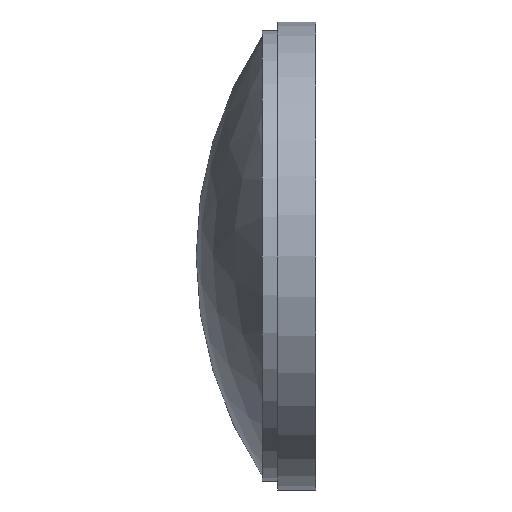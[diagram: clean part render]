
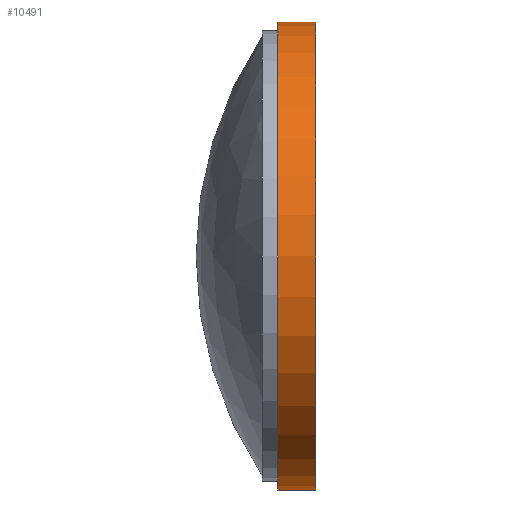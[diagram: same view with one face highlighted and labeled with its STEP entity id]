
A CAD part, front view. The second image highlights one B-rep face of the part: STEP entity #10491.
In plain terms, the highlighted cylindrical face has radius 136.525 mm (diameter 273.05 mm), a full revolution.
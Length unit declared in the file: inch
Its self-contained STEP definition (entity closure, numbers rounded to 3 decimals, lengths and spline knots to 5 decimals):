
#8 = ORIENTED_EDGE ( 'NONE', *, *, #8095, .F. ) ;
#65 = EDGE_CURVE ( 'NONE', #5171, #5171, #4720, .T. ) ;
#410 = VERTEX_POINT ( 'NONE', #4437 ) ;
#1091 = CARTESIAN_POINT ( 'NONE',  ( -0.4375, 0., 0. ) ) ;
#1200 = DIRECTION ( 'NONE',  ( 0., 0., -1. ) ) ;
#1884 = CARTESIAN_POINT ( 'NONE',  ( -0.875, 0., -5.375 ) ) ;
#2586 = AXIS2_PLACEMENT_3D ( 'NONE', #13867, #8782, #1200 ) ;
#3994 = CIRCLE ( 'NONE', #15465, 5.375 ) ;
#4437 = CARTESIAN_POINT ( 'NONE',  ( 0., 0., -5.375 ) ) ;
#4568 = FACE_OUTER_BOUND ( 'NONE', #10335, .T. ) ;
#4720 = CIRCLE ( 'NONE', #2586, 5.375 ) ;
#4967 = DIRECTION ( 'NONE',  ( 0., 1., 0. ) ) ;
#5171 = VERTEX_POINT ( 'NONE', #1884 ) ;
#6153 = CYLINDRICAL_SURFACE ( 'NONE', #13421, 5.375 ) ;
#8095 = EDGE_CURVE ( 'NONE', #410, #410, #3994, .T. ) ;
#8782 = DIRECTION ( 'NONE',  ( 1., 0., 0. ) ) ;
#8828 = EDGE_LOOP ( 'NONE', ( #8 ) ) ;
#9932 = ORIENTED_EDGE ( 'NONE', *, *, #65, .T. ) ;
#10335 = EDGE_LOOP ( 'NONE', ( #9932 ) ) ;
#10491 = ADVANCED_FACE ( 'NONE', ( #4568, #13521 ), #6153, .T. ) ;
#11006 = DIRECTION ( 'NONE',  ( 0., 0., -1. ) ) ;
#13421 = AXIS2_PLACEMENT_3D ( 'NONE', #1091, #15049, #4967 ) ;
#13521 = FACE_OUTER_BOUND ( 'NONE', #8828, .T. ) ;
#13714 = DIRECTION ( 'NONE',  ( 1., 0., 0. ) ) ;
#13867 = CARTESIAN_POINT ( 'NONE',  ( -0.875, 0., 0. ) ) ;
#15049 = DIRECTION ( 'NONE',  ( 1., 0., 0. ) ) ;
#15465 = AXIS2_PLACEMENT_3D ( 'NONE', #16119, #13714, #11006 ) ;
#16119 = CARTESIAN_POINT ( 'NONE',  ( 0., 0., 0. ) ) ;
